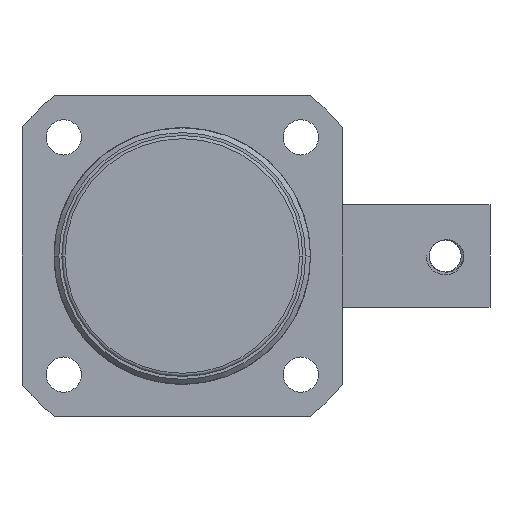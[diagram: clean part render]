
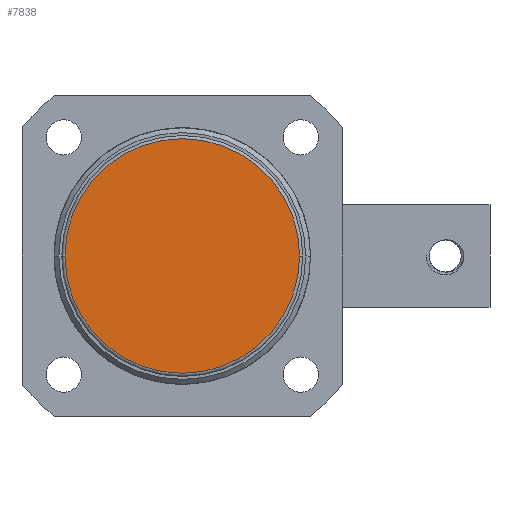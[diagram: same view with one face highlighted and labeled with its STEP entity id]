
A CAD part, front view. The second image highlights one B-rep face of the part: STEP entity #7838.
In plain terms, the highlighted planar face has unit normal (0, -1, 0).
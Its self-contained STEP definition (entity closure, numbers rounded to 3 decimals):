
#964 = CIRCLE ( 'NONE', #18338, 18.3 ) ;
#1120 = AXIS2_PLACEMENT_3D ( 'NONE', #23293, #6803, #20016 ) ;
#1202 = DIRECTION ( 'NONE',  ( 0., -1., 0. ) ) ;
#2757 = CARTESIAN_POINT ( 'NONE',  ( 3.623, 1.981, 0. ) ) ;
#3004 = PLANE ( 'NONE',  #1120 ) ;
#4432 = AXIS2_PLACEMENT_3D ( 'NONE', #12477, #1202, #14361 ) ;
#4665 = DIRECTION ( 'NONE',  ( 0., 0., -1. ) ) ;
#5125 = CARTESIAN_POINT ( 'NONE',  ( 3.623, 1.981, 18.3 ) ) ;
#6803 = DIRECTION ( 'NONE',  ( 0., -1., 0. ) ) ;
#7838 = ADVANCED_FACE ( 'NONE', ( #18809 ), #3004, .T. ) ;
#8054 = VERTEX_POINT ( 'NONE', #5125 ) ;
#8564 = ORIENTED_EDGE ( 'NONE', *, *, #12955, .T. ) ;
#12477 = CARTESIAN_POINT ( 'NONE',  ( 3.623, 1.981, 0. ) ) ;
#12676 = EDGE_CURVE ( 'NONE', #20005, #8054, #17794, .T. ) ;
#12867 = EDGE_LOOP ( 'NONE', ( #22467, #8564 ) ) ;
#12955 = EDGE_CURVE ( 'NONE', #8054, #20005, #964, .T. ) ;
#14361 = DIRECTION ( 'NONE',  ( 0., 0., -1. ) ) ;
#14601 = CARTESIAN_POINT ( 'NONE',  ( 3.623, 1.981, -18.3 ) ) ;
#15914 = DIRECTION ( 'NONE',  ( 0., -1., 0. ) ) ;
#17794 = CIRCLE ( 'NONE', #4432, 18.3 ) ;
#18338 = AXIS2_PLACEMENT_3D ( 'NONE', #2757, #15914, #4665 ) ;
#18809 = FACE_OUTER_BOUND ( 'NONE', #12867, .T. ) ;
#20005 = VERTEX_POINT ( 'NONE', #14601 ) ;
#20016 = DIRECTION ( 'NONE',  ( 0., 0., -1. ) ) ;
#22467 = ORIENTED_EDGE ( 'NONE', *, *, #12676, .T. ) ;
#23293 = CARTESIAN_POINT ( 'NONE',  ( 3.623, 1.981, 0. ) ) ;
